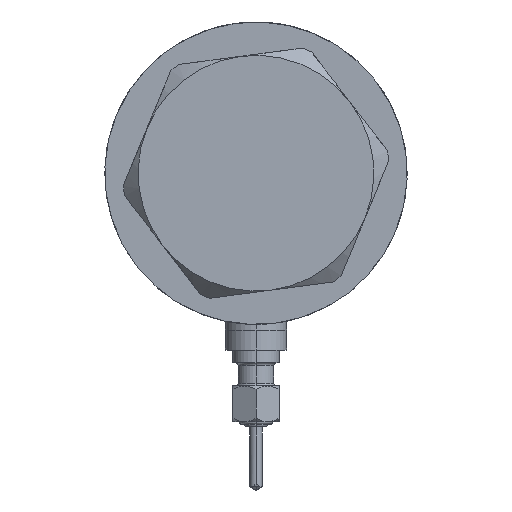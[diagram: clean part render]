
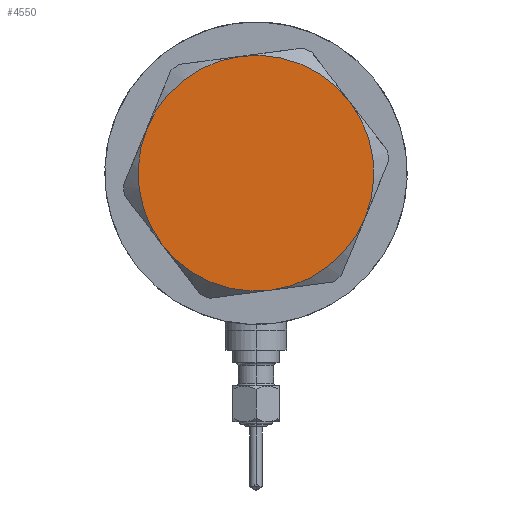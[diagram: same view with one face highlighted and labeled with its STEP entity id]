
A CAD part, left-side view. The second image highlights one B-rep face of the part: STEP entity #4550.
In plain terms, the highlighted face is planar.
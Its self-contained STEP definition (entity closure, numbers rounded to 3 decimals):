
#98 = AXIS2_PLACEMENT_3D ( 'NONE', #1360, #4775, #806 ) ;
#144 = CIRCLE ( 'NONE', #1092, 23. ) ;
#283 = DIRECTION ( 'NONE',  ( 1., 0., 0. ) ) ;
#306 = CARTESIAN_POINT ( 'NONE',  ( 11.5, -19.919, 13. ) ) ;
#332 = EDGE_CURVE ( 'NONE', #5750, #3082, #4393, .T. ) ;
#369 = CARTESIAN_POINT ( 'NONE',  ( 0., 0., 13. ) ) ;
#405 = CARTESIAN_POINT ( 'NONE',  ( -23., 0., 13. ) ) ;
#481 = ORIENTED_EDGE ( 'NONE', *, *, #2803, .T. ) ;
#806 = DIRECTION ( 'NONE',  ( 1., 0., 0. ) ) ;
#842 = FACE_OUTER_BOUND ( 'NONE', #2540, .T. ) ;
#871 = DIRECTION ( 'NONE',  ( 0., 0., 1. ) ) ;
#902 = AXIS2_PLACEMENT_3D ( 'NONE', #3834, #3241, #4363 ) ;
#1092 = AXIS2_PLACEMENT_3D ( 'NONE', #5370, #871, #2873 ) ;
#1121 = EDGE_CURVE ( 'NONE', #3082, #2772, #1250, .T. ) ;
#1250 = CIRCLE ( 'NONE', #98, 23. ) ;
#1360 = CARTESIAN_POINT ( 'NONE',  ( 0., 0., 13. ) ) ;
#1557 = AXIS2_PLACEMENT_3D ( 'NONE', #3567, #2546, #4980 ) ;
#1558 = ORIENTED_EDGE ( 'NONE', *, *, #1121, .T. ) ;
#1721 = CIRCLE ( 'NONE', #1928, 23. ) ;
#1916 = VERTEX_POINT ( 'NONE', #6393 ) ;
#1928 = AXIS2_PLACEMENT_3D ( 'NONE', #369, #2367, #3811 ) ;
#1956 = ORIENTED_EDGE ( 'NONE', *, *, #332, .T. ) ;
#2028 = AXIS2_PLACEMENT_3D ( 'NONE', #5738, #2779, #283 ) ;
#2244 = CIRCLE ( 'NONE', #902, 23. ) ;
#2367 = DIRECTION ( 'NONE',  ( 0., 0., 1. ) ) ;
#2385 = EDGE_CURVE ( 'NONE', #1916, #5488, #144, .T. ) ;
#2540 = EDGE_LOOP ( 'NONE', ( #481, #3736, #1956, #1558, #4069, #5931 ) ) ;
#2546 = DIRECTION ( 'NONE',  ( 0., 0., 1. ) ) ;
#2772 = VERTEX_POINT ( 'NONE', #405 ) ;
#2779 = DIRECTION ( 'NONE',  ( 0., 0., 1. ) ) ;
#2796 = CIRCLE ( 'NONE', #3838, 23. ) ;
#2803 = EDGE_CURVE ( 'NONE', #5488, #6334, #1721, .T. ) ;
#2873 = DIRECTION ( 'NONE',  ( 1., 0., 0. ) ) ;
#3082 = VERTEX_POINT ( 'NONE', #6052 ) ;
#3191 = CARTESIAN_POINT ( 'NONE',  ( 0., 0., 13. ) ) ;
#3241 = DIRECTION ( 'NONE',  ( 0., 0., 1. ) ) ;
#3331 = PLANE ( 'NONE',  #2028 ) ;
#3567 = CARTESIAN_POINT ( 'NONE',  ( 0., 0., 13. ) ) ;
#3622 = DIRECTION ( 'NONE',  ( 1., 0., 0. ) ) ;
#3736 = ORIENTED_EDGE ( 'NONE', *, *, #4172, .T. ) ;
#3811 = DIRECTION ( 'NONE',  ( 1., 0., 0. ) ) ;
#3834 = CARTESIAN_POINT ( 'NONE',  ( 0., 0., 13. ) ) ;
#3838 = AXIS2_PLACEMENT_3D ( 'NONE', #3191, #4056, #3622 ) ;
#4056 = DIRECTION ( 'NONE',  ( 0., 0., 1. ) ) ;
#4069 = ORIENTED_EDGE ( 'NONE', *, *, #6479, .T. ) ;
#4172 = EDGE_CURVE ( 'NONE', #6334, #5750, #2244, .T. ) ;
#4363 = DIRECTION ( 'NONE',  ( 1., 0., 0. ) ) ;
#4393 = CIRCLE ( 'NONE', #1557, 23. ) ;
#4417 = CARTESIAN_POINT ( 'NONE',  ( 23., 0., 13. ) ) ;
#4550 = ADVANCED_FACE ( 'NONE', ( #842 ), #3331, .T. ) ;
#4775 = DIRECTION ( 'NONE',  ( 0., 0., 1. ) ) ;
#4980 = DIRECTION ( 'NONE',  ( 1., 0., 0. ) ) ;
#5370 = CARTESIAN_POINT ( 'NONE',  ( 0., 0., 13. ) ) ;
#5488 = VERTEX_POINT ( 'NONE', #306 ) ;
#5738 = CARTESIAN_POINT ( 'NONE',  ( 0., 0., 13. ) ) ;
#5750 = VERTEX_POINT ( 'NONE', #6045 ) ;
#5931 = ORIENTED_EDGE ( 'NONE', *, *, #2385, .T. ) ;
#6045 = CARTESIAN_POINT ( 'NONE',  ( 11.5, 19.919, 13. ) ) ;
#6052 = CARTESIAN_POINT ( 'NONE',  ( -11.5, 19.919, 13. ) ) ;
#6334 = VERTEX_POINT ( 'NONE', #4417 ) ;
#6393 = CARTESIAN_POINT ( 'NONE',  ( -11.5, -19.919, 13. ) ) ;
#6479 = EDGE_CURVE ( 'NONE', #2772, #1916, #2796, .T. ) ;
